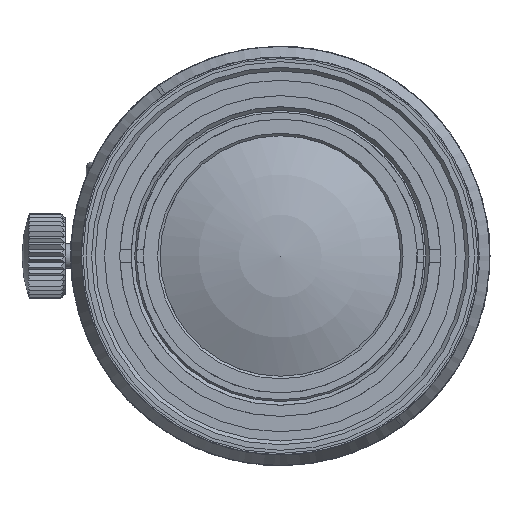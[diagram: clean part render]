
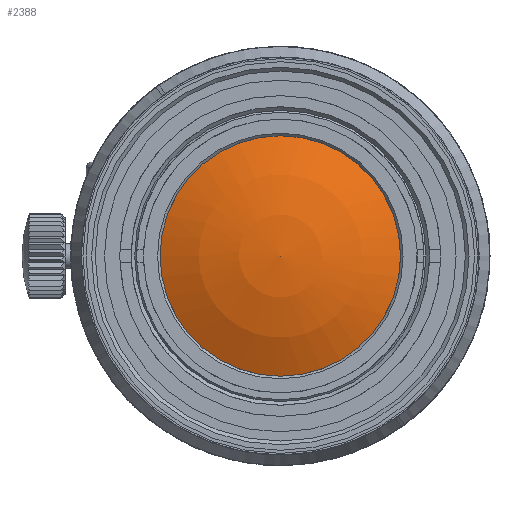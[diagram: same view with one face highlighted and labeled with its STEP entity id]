
A CAD part, left-side view. The second image highlights one B-rep face of the part: STEP entity #2388.
In plain terms, the highlighted spherical face has radius 22.312 mm.
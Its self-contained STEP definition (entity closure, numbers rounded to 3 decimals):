
#128=SPHERICAL_SURFACE('',#11389,22.312);
#1700=CIRCLE('',#10783,9.748);
#2388=ADVANCED_FACE('',(#3013),#128,.T.);
#3013=FACE_OUTER_BOUND('',#3584,.T.);
#3584=EDGE_LOOP('',(#5667));
#5667=ORIENTED_EDGE('',*,*,#8419,.T.);
#7090=VERTEX_POINT('',#13849);
#8419=EDGE_CURVE('',#7090,#7090,#1700,.T.);
#10783=AXIS2_PLACEMENT_3D('',#13848,#11741,#11742);
#11389=AXIS2_PLACEMENT_3D('',#16683,#13271,#13272);
#11741=DIRECTION('',(-1.,0.,0.));
#11742=DIRECTION('',(0.,0.,-1.));
#13271=DIRECTION('',(1.,0.,0.));
#13272=DIRECTION('',(0.,-1.,0.));
#13848=CARTESIAN_POINT('',(-47.367,0.,0.));
#13849=CARTESIAN_POINT('',(-47.367,0.,-9.748));
#16683=CARTESIAN_POINT('',(-27.296,0.,0.));
